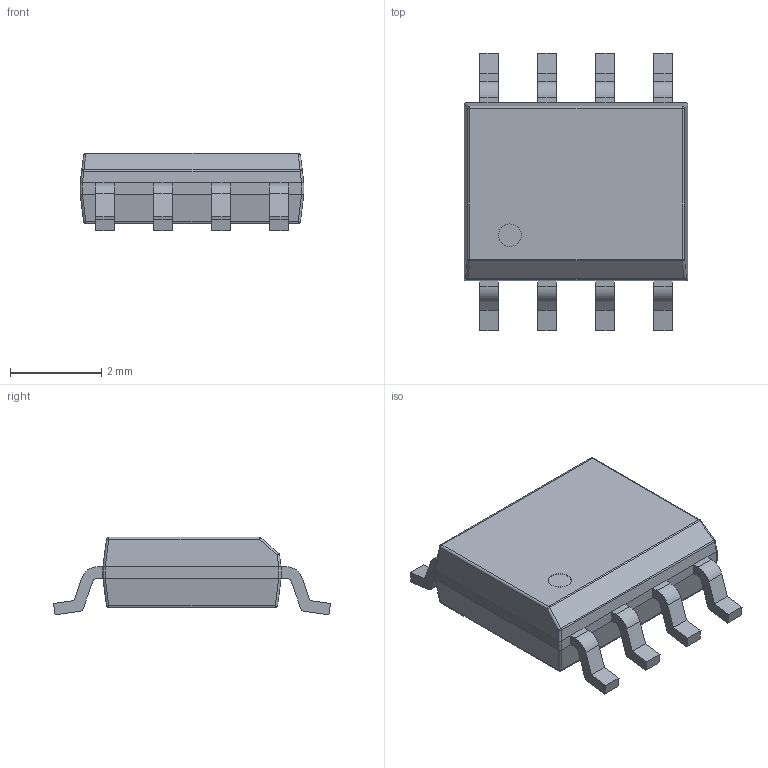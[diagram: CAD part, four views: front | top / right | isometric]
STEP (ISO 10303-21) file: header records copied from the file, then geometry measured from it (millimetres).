
FILE_DESCRIPTION(/* description */ (''),/* implementation_level */ '2;1');
FILE_NAME(/* name */ 'Monolithic Power - SOIC-8.step',/* time_stamp */ '2020-07-24T04:36:18+01:00',/* author */ (''),/* organization */ (''),/* preprocessor_version */ 'ST-DEVELOPER v18.1',/* originating_system */ 'Autodesk Translation Framework v9.3.0.1241',/* authorisation */ '');
FILE_SCHEMA (('AUTOMOTIVE_DESIGN { 1 0 10303 214 3 1 1 }'));
Length unit declared in the file: millimetre
Products named in the file (1): Monolithic Power - SOIC-8
Bounding box: 4.9 x 6.07 x 1.7 mm (x, y, z)
Volume: 29.6 mm3; surface area: 77.1 mm2
Topology: 1 solids, 1 shells, 154 faces, 391 edges, 240 vertices
Faces by surface type: plane 96, cylinder 48, sphere 10
Full cylindrical faces by diameter (mm): 0.5 x1
Entity records: 4715 total; most frequent: DIRECTION 805, CARTESIAN_POINT 786, ORIENTED_EDGE 782, EDGE_CURVE 391, LINE 287, VECTOR 287, AXIS2_PLACEMENT_3D 259, VERTEX_POINT 240
